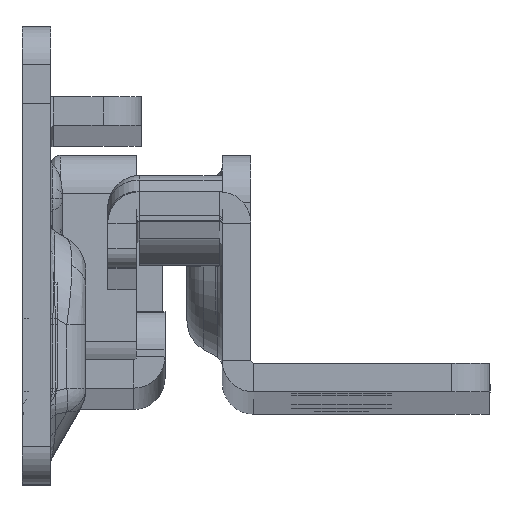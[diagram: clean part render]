
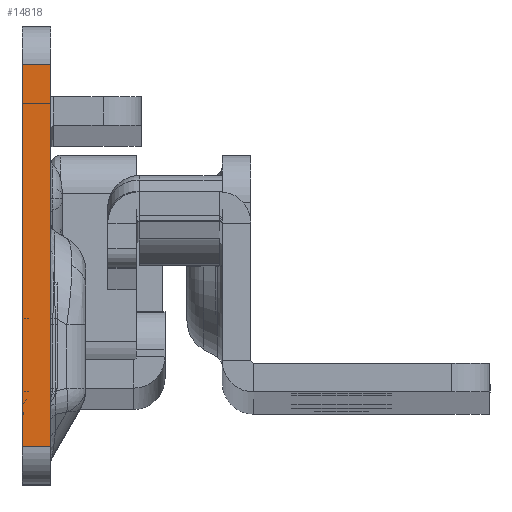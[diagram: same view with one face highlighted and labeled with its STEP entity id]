
A CAD part, top view. The second image highlights one B-rep face of the part: STEP entity #14818.
In plain terms, the highlighted planar face has unit normal (0, 0, 1).
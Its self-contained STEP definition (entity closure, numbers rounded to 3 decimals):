
#540 = EDGE_CURVE ( 'NONE', #15418, #14843, #16368, .T. ) ;
#585 = ORIENTED_EDGE ( 'NONE', *, *, #17296, .T. ) ;
#2715 = VECTOR ( 'NONE', #4528, 1000. ) ;
#3723 = CARTESIAN_POINT ( 'NONE',  ( -3., -29.094, 0. ) ) ;
#4528 = DIRECTION ( 'NONE',  ( 1., 0., 0. ) ) ;
#4622 = CARTESIAN_POINT ( 'NONE',  ( 0., 18.3, 0. ) ) ;
#4782 = ORIENTED_EDGE ( 'NONE', *, *, #6605, .T. ) ;
#5257 = DIRECTION ( 'NONE',  ( 0., 0., 1. ) ) ;
#5612 = ORIENTED_EDGE ( 'NONE', *, *, #15420, .F. ) ;
#6605 = EDGE_CURVE ( 'NONE', #9450, #7032, #9326, .T. ) ;
#6778 = VECTOR ( 'NONE', #16541, 1000. ) ;
#7032 = VERTEX_POINT ( 'NONE', #15329 ) ;
#7684 = VECTOR ( 'NONE', #17840, 1000. ) ;
#9326 = LINE ( 'NONE', #14904, #7684 ) ;
#9450 = VERTEX_POINT ( 'NONE', #13512 ) ;
#10222 = AXIS2_PLACEMENT_3D ( 'NONE', #3723, #5257, #17885 ) ;
#10663 = PLANE ( 'NONE',  #10222 ) ;
#11093 = ORIENTED_EDGE ( 'NONE', *, *, #540, .F. ) ;
#12052 = LINE ( 'NONE', #13588, #6778 ) ;
#13433 = EDGE_LOOP ( 'NONE', ( #11093, #5612, #4782, #585 ) ) ;
#13481 = FACE_OUTER_BOUND ( 'NONE', #13433, .T. ) ;
#13512 = CARTESIAN_POINT ( 'NONE',  ( -3., 18.3, 0. ) ) ;
#13588 = CARTESIAN_POINT ( 'NONE',  ( -142.194, -21.7, 0. ) ) ;
#14618 = DIRECTION ( 'NONE',  ( 0., -1., 0. ) ) ;
#14769 = CARTESIAN_POINT ( 'NONE',  ( 0., -21.7, 0. ) ) ;
#14818 = ADVANCED_FACE ( 'NONE', ( #13481 ), #10663, .T. ) ;
#14843 = VERTEX_POINT ( 'NONE', #14769 ) ;
#14904 = CARTESIAN_POINT ( 'NONE',  ( -3., -29.094, 0. ) ) ;
#15329 = CARTESIAN_POINT ( 'NONE',  ( -3., -21.7, 0. ) ) ;
#15418 = VERTEX_POINT ( 'NONE', #4622 ) ;
#15420 = EDGE_CURVE ( 'NONE', #9450, #15418, #16889, .T. ) ;
#16187 = CARTESIAN_POINT ( 'NONE',  ( 0., -29.094, 0. ) ) ;
#16368 = LINE ( 'NONE', #16187, #17958 ) ;
#16541 = DIRECTION ( 'NONE',  ( 1., 0., 0. ) ) ;
#16889 = LINE ( 'NONE', #17067, #2715 ) ;
#17067 = CARTESIAN_POINT ( 'NONE',  ( -3., 18.3, 0. ) ) ;
#17296 = EDGE_CURVE ( 'NONE', #7032, #14843, #12052, .T. ) ;
#17840 = DIRECTION ( 'NONE',  ( 0., -1., 0. ) ) ;
#17885 = DIRECTION ( 'NONE',  ( 1., 0., 0. ) ) ;
#17958 = VECTOR ( 'NONE', #14618, 1000. ) ;
